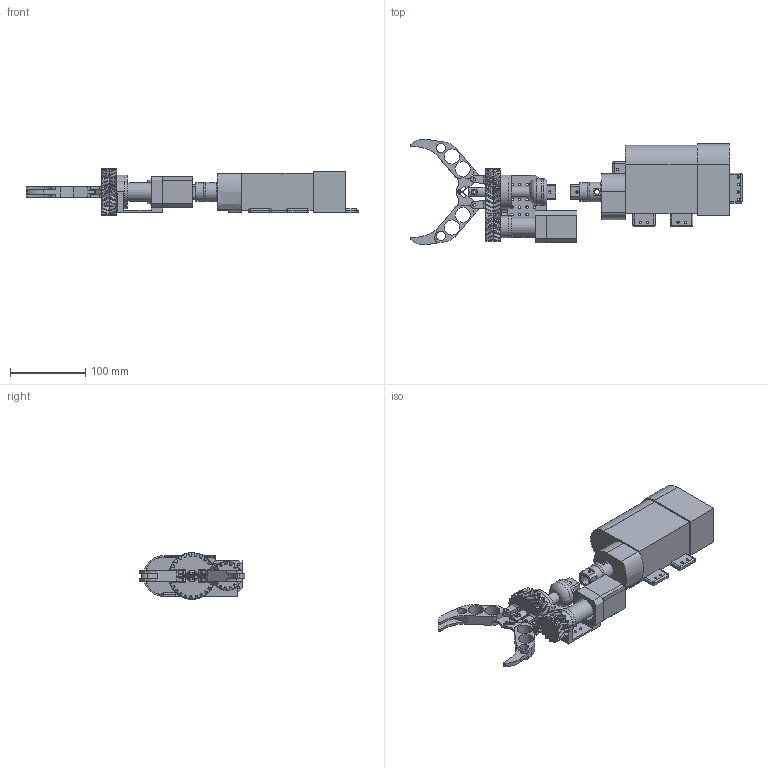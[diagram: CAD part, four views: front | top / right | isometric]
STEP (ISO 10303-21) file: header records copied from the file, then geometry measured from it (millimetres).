
FILE_DESCRIPTION(/* description */ (''),/* implementation_level */ '2;1');
FILE_NAME(/* name */ 'gripper refined_david.step',/* time_stamp */ '2025-10-24T20:34:16+03:00',/* author */ (''),/* organization */ (''),/* preprocessor_version */ 'ST-DEVELOPER v20.1',/* originating_system */ 'Autodesk Translation Framework v14.17.0.0',/* authorisation */ '');
FILE_SCHEMA (('AUTOMOTIVE_DESIGN { 1 0 10303 214 3 1 1 }'));
Products named in the file (20): gripper refined; Component120; Component122; Component123; predicted linear actuator v15; linear act container main; linear act container axle; linear act container axle 2; linear act container waterproofer; Component194; bearing holder; gripper 2; gripper 1; Stepper_Motor_Gripper; Healical Gear (25R@30.00 m=2.0); Healical Gear (15R@30.00 m=2.0); coupler gripper; Component252; Component253; Component254
Assembly tree (19 placements, depth 2):
  gripper refined
    Component120
    Component122
    Component123
    predicted linear actuator v15
    linear act container main
    linear act container axle
    linear act container axle 2
    linear act container waterproofer
    Component194
    bearing holder
    gripper 2
    gripper 1
    Stepper_Motor_Gripper
    Healical Gear (25R@30.00 m=2.0)
    Healical Gear (15R@30.00 m=2.0)
    coupler gripper
    Component252
    Component253
    Component254
Bounding box: 440.26 x 139.83 x 61.73 mm (x, y, z)
Volume: 822035.5 mm3; surface area: 296156.6 mm2
Topology: 21 solids, 21 shells, 1049 faces, 2620 edges, 1648 vertices
Faces by surface type: bspline 502, plane 289, cylinder 243, sphere 11, torus 4
Full cylindrical faces by diameter (mm): 3.1 x17, 3.3 x33, 3.5 x4, 4.5 x1, 5 x2, 6.4 x2, 6.5 x2, 7 x2, 7.8 x1, 8 x1, 11.8 x1, 12 x3, 13.8 x1, 14 x1, 14.8 x1, 15 x3, 15.25 x1, 15.5 x3, 19.75 x1, 20 x7, 20.5 x1, 21 x1, 22 x1, 24 x1, 25 x3, 25.25 x1, 25.5 x2, 26 x1, 28.5 x1, 28.75 x1
Entity records: 52055 total; most frequent: CARTESIAN_POINT 28832, ORIENTED_EDGE 5224, DIRECTION 3758, EDGE_CURVE 2612, VERTEX_POINT 1648, AXIS2_PLACEMENT_3D 1345, EDGE_LOOP 1250, LINE 1068
